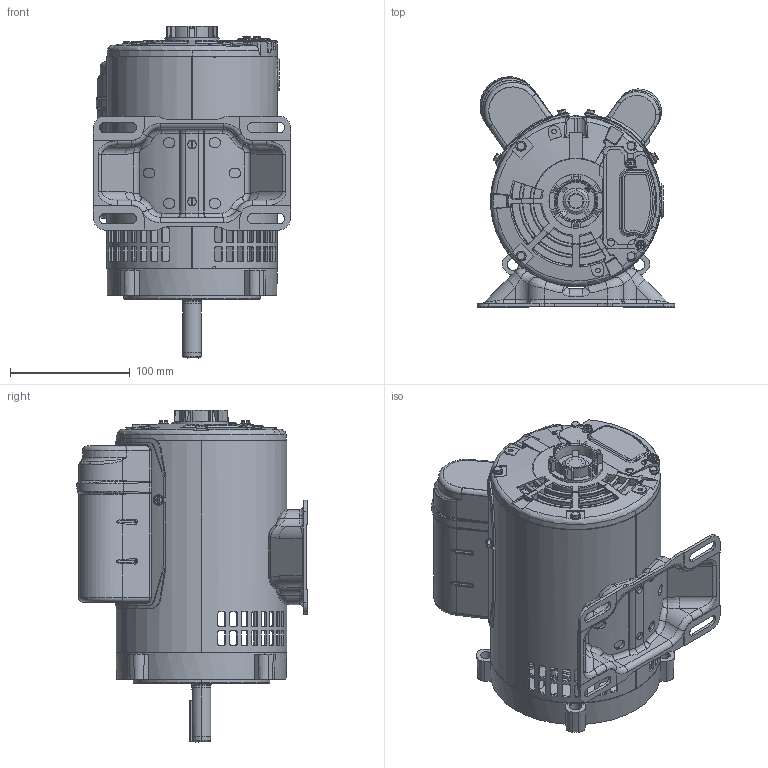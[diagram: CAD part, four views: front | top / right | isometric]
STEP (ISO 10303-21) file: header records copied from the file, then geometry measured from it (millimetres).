
FILE_DESCRIPTION (( 'STEP AP214' ), '1' );
FILE_NAME ('K235A 2nd.STEP', '2019-06-04T22:55:39', ( '' ), ( '' ), 'SwSTEP 2.0', 'SolidWorks 2017', '' );
FILE_SCHEMA (( 'AUTOMOTIVE_DESIGN' ));
Length unit declared in the file: inch
Products named in the file (1): K235A 2nd
Bounding box: 165.1 x 192.42 x 277.71 mm (x, y, z)
Volume: 590271.5 mm3; surface area: 479607.9 mm2
Topology: 22 solids, 22 shells, 3358 faces, 8824 edges, 5560 vertices
Faces by surface type: plane 1203, bspline 720, cylinder 711, cone 409, torus 309, sphere 6
Entity records: 167587 total; most frequent: CARTESIAN_POINT 92083, ORIENTED_EDGE 17524, DIRECTION 13058, EDGE_CURVE 8762, VERTEX_POINT 5552, AXIS2_PLACEMENT_3D 4972, EDGE_LOOP 3628, FACE_OUTER_BOUND 3358
